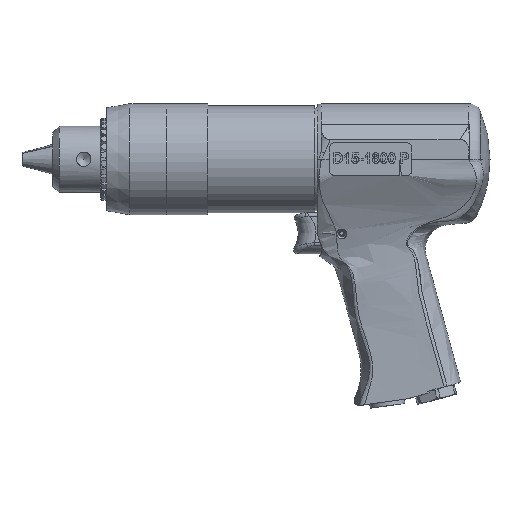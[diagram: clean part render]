
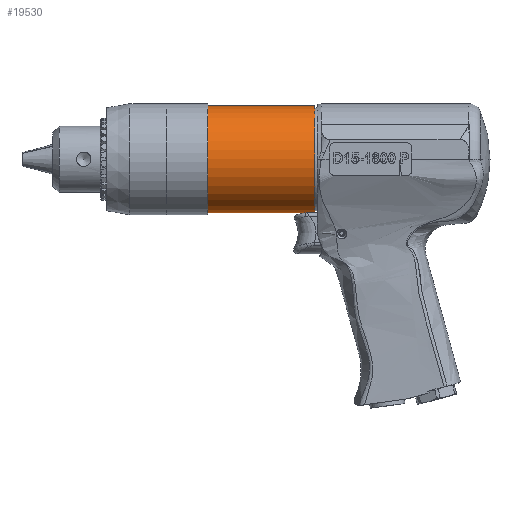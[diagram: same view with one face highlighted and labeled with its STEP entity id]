
A CAD part, top view. The second image highlights one B-rep face of the part: STEP entity #19530.
In plain terms, the highlighted cylindrical face has radius 26 mm (diameter 52 mm), a full revolution.
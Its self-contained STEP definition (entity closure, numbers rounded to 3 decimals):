
#19437=CARTESIAN_POINT('',(-57.,-26.,0.));
#19438=VERTEX_POINT('',#19437);
#19439=CARTESIAN_POINT('',(-57.,0.,0.));
#19440=DIRECTION('',(1.0,0.0,0.0));
#19441=DIRECTION('',(0.0,-1.0,0.0));
#19442=AXIS2_PLACEMENT_3D('',#19439,#19440,#19441);
#19443=CIRCLE('',#19442,26.);
#19444=EDGE_CURVE('',#19438,#19438,#19443,.T.);
#19504=CARTESIAN_POINT('',(-1.,-26.,0.));
#19505=VERTEX_POINT('',#19504);
#19506=CARTESIAN_POINT('',(-1.,0.,0.));
#19507=DIRECTION('',(1.0,0.0,0.0));
#19508=DIRECTION('',(0.0,-1.0,0.0));
#19509=AXIS2_PLACEMENT_3D('',#19506,#19507,#19508);
#19510=CIRCLE('',#19509,26.);
#19511=EDGE_CURVE('',#19505,#19505,#19510,.T.);
#19519=CARTESIAN_POINT('',(-29.,0.,0.));
#19520=DIRECTION('',(1.0,0.0,0.0));
#19521=DIRECTION('',(0.0,-1.0,0.0));
#19522=AXIS2_PLACEMENT_3D('',#19519,#19520,#19521);
#19523=CYLINDRICAL_SURFACE('',#19522,26.);
#19524=ORIENTED_EDGE('',*,*,#19511,.F.);
#19525=EDGE_LOOP('',(#19524));
#19526=FACE_OUTER_BOUND('',#19525,.T.);
#19527=ORIENTED_EDGE('',*,*,#19444,.T.);
#19528=EDGE_LOOP('',(#19527));
#19529=FACE_BOUND('',#19528,.T.);
#19530=ADVANCED_FACE('',(#19526,#19529),#19523,.T.);
